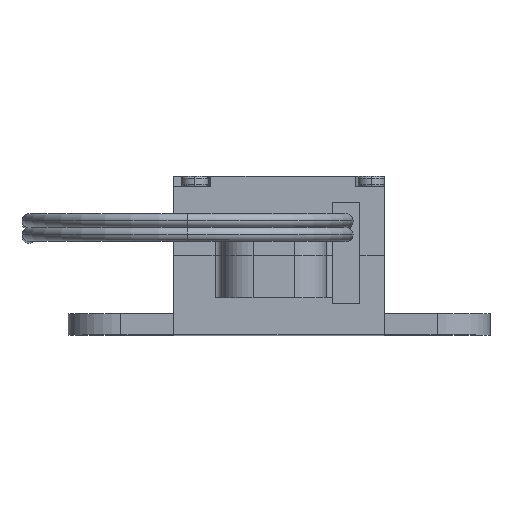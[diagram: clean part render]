
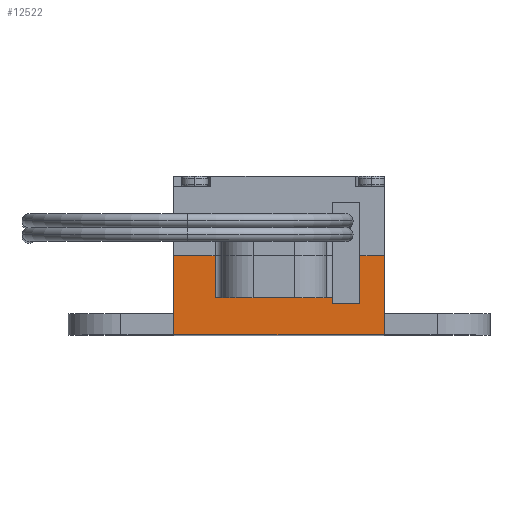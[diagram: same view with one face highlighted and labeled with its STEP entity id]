
A CAD part, top view. The second image highlights one B-rep face of the part: STEP entity #12522.
In plain terms, the highlighted planar face has unit normal (0, 0, 1).
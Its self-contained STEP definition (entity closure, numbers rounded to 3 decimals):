
#19 = DIRECTION ( 'NONE',  ( 1., 0., 0. ) ) ;
#103 = ORIENTED_EDGE ( 'NONE', *, *, #7654, .T. ) ;
#232 = DIRECTION ( 'NONE',  ( -1., 0., 0. ) ) ;
#384 = EDGE_CURVE ( 'NONE', #11005, #8274, #15495, .T. ) ;
#660 = ORIENTED_EDGE ( 'NONE', *, *, #9000, .T. ) ;
#746 = VECTOR ( 'NONE', #10087, 1000. ) ;
#853 = EDGE_CURVE ( 'NONE', #10269, #8274, #13809, .T. ) ;
#1339 = LINE ( 'NONE', #13033, #10161 ) ;
#1381 = CARTESIAN_POINT ( 'NONE',  ( 15., 3.5, 0. ) ) ;
#1670 = ORIENTED_EDGE ( 'NONE', *, *, #6689, .T. ) ;
#1824 = DIRECTION ( 'NONE',  ( 0., 1., 0. ) ) ;
#1904 = ORIENTED_EDGE ( 'NONE', *, *, #8834, .F. ) ;
#2195 = CARTESIAN_POINT ( 'NONE',  ( 15., 3., 0. ) ) ;
#2338 = CARTESIAN_POINT ( 'NONE',  ( 19.9, 0., 0. ) ) ;
#2632 = CARTESIAN_POINT ( 'NONE',  ( 19.9, 7.5, 0. ) ) ;
#2913 = CARTESIAN_POINT ( 'NONE',  ( 19.9, 7.5, 0. ) ) ;
#3028 = ORIENTED_EDGE ( 'NONE', *, *, #384, .F. ) ;
#3103 = LINE ( 'NONE', #6947, #14747 ) ;
#3167 = ORIENTED_EDGE ( 'NONE', *, *, #15234, .F. ) ;
#3945 = VECTOR ( 'NONE', #13755, 1000. ) ;
#4124 = VECTOR ( 'NONE', #15262, 1000. ) ;
#4158 = EDGE_LOOP ( 'NONE', ( #660, #14213, #3028, #103, #1670, #5230, #3167, #1904, #12195, #4952 ) ) ;
#4222 = CARTESIAN_POINT ( 'NONE',  ( 19.9, 7.5, 0. ) ) ;
#4952 = ORIENTED_EDGE ( 'NONE', *, *, #13318, .T. ) ;
#5001 = AXIS2_PLACEMENT_3D ( 'NONE', #2632, #7430, #232 ) ;
#5230 = ORIENTED_EDGE ( 'NONE', *, *, #7880, .F. ) ;
#5350 = CARTESIAN_POINT ( 'NONE',  ( 17.6, 3., 0. ) ) ;
#5522 = VECTOR ( 'NONE', #19, 1000. ) ;
#5786 = CARTESIAN_POINT ( 'NONE',  ( 17.6, 3., 0. ) ) ;
#5846 = DIRECTION ( 'NONE',  ( 1., 0., 0. ) ) ;
#6009 = CARTESIAN_POINT ( 'NONE',  ( 19.9, 7.5, 0. ) ) ;
#6104 = DIRECTION ( 'NONE',  ( 0., -1., 0. ) ) ;
#6467 = VECTOR ( 'NONE', #1824, 1000. ) ;
#6517 = CARTESIAN_POINT ( 'NONE',  ( 15., 3., 0. ) ) ;
#6689 = EDGE_CURVE ( 'NONE', #11476, #11647, #1339, .T. ) ;
#6947 = CARTESIAN_POINT ( 'NONE',  ( 17.6, 3., 0. ) ) ;
#7098 = CARTESIAN_POINT ( 'NONE',  ( 0., 7.5, 0. ) ) ;
#7288 = LINE ( 'NONE', #10425, #4124 ) ;
#7396 = VECTOR ( 'NONE', #13022, 1000. ) ;
#7430 = DIRECTION ( 'NONE',  ( 0., 0., -1. ) ) ;
#7532 = CARTESIAN_POINT ( 'NONE',  ( 17.6, 7.5, 0. ) ) ;
#7654 = EDGE_CURVE ( 'NONE', #11005, #11476, #12203, .T. ) ;
#7674 = VERTEX_POINT ( 'NONE', #1381 ) ;
#7880 = EDGE_CURVE ( 'NONE', #13824, #11647, #13905, .T. ) ;
#8274 = VERTEX_POINT ( 'NONE', #15276 ) ;
#8834 = EDGE_CURVE ( 'NONE', #14674, #14136, #9555, .T. ) ;
#9000 = EDGE_CURVE ( 'NONE', #7674, #10269, #7288, .T. ) ;
#9555 = LINE ( 'NONE', #5350, #3945 ) ;
#10087 = DIRECTION ( 'NONE',  ( 0., -1., 0. ) ) ;
#10161 = VECTOR ( 'NONE', #5846, 1000. ) ;
#10269 = VERTEX_POINT ( 'NONE', #12524 ) ;
#10425 = CARTESIAN_POINT ( 'NONE',  ( 4.5, 3.5, 0. ) ) ;
#10576 = DIRECTION ( 'NONE',  ( 1., 0., 0. ) ) ;
#10612 = CARTESIAN_POINT ( 'NONE',  ( 3.9, 7.5, 0. ) ) ;
#10897 = VERTEX_POINT ( 'NONE', #2195 ) ;
#11000 = PLANE ( 'NONE',  #5001 ) ;
#11005 = VERTEX_POINT ( 'NONE', #7098 ) ;
#11476 = VERTEX_POINT ( 'NONE', #15238 ) ;
#11647 = VERTEX_POINT ( 'NONE', #2338 ) ;
#11897 = LINE ( 'NONE', #6009, #5522 ) ;
#11916 = VECTOR ( 'NONE', #14062, 1000. ) ;
#12195 = ORIENTED_EDGE ( 'NONE', *, *, #13754, .F. ) ;
#12203 = LINE ( 'NONE', #13342, #15403 ) ;
#12522 = ADVANCED_FACE ( 'NONE', ( #13407 ), #11000, .F. ) ;
#12524 = CARTESIAN_POINT ( 'NONE',  ( 3.9, 3.5, 0. ) ) ;
#13022 = DIRECTION ( 'NONE',  ( 0., 1., 0. ) ) ;
#13033 = CARTESIAN_POINT ( 'NONE',  ( 19.9, 0., 0. ) ) ;
#13044 = CARTESIAN_POINT ( 'NONE',  ( 19.9, 7.5, 0. ) ) ;
#13230 = LINE ( 'NONE', #6517, #6467 ) ;
#13318 = EDGE_CURVE ( 'NONE', #10897, #7674, #13230, .T. ) ;
#13342 = CARTESIAN_POINT ( 'NONE',  ( 0., 7.5, 0. ) ) ;
#13407 = FACE_OUTER_BOUND ( 'NONE', #4158, .T. ) ;
#13754 = EDGE_CURVE ( 'NONE', #10897, #14674, #3103, .T. ) ;
#13755 = DIRECTION ( 'NONE',  ( 0., 1., 0. ) ) ;
#13809 = LINE ( 'NONE', #10612, #7396 ) ;
#13824 = VERTEX_POINT ( 'NONE', #13044 ) ;
#13905 = LINE ( 'NONE', #2913, #746 ) ;
#14062 = DIRECTION ( 'NONE',  ( 1., 0., 0. ) ) ;
#14136 = VERTEX_POINT ( 'NONE', #7532 ) ;
#14213 = ORIENTED_EDGE ( 'NONE', *, *, #853, .T. ) ;
#14674 = VERTEX_POINT ( 'NONE', #5786 ) ;
#14747 = VECTOR ( 'NONE', #10576, 1000. ) ;
#15234 = EDGE_CURVE ( 'NONE', #14136, #13824, #11897, .T. ) ;
#15238 = CARTESIAN_POINT ( 'NONE',  ( 0., 0., 0. ) ) ;
#15262 = DIRECTION ( 'NONE',  ( -1., 0., 0. ) ) ;
#15276 = CARTESIAN_POINT ( 'NONE',  ( 3.9, 7.5, 0. ) ) ;
#15403 = VECTOR ( 'NONE', #6104, 1000. ) ;
#15495 = LINE ( 'NONE', #4222, #11916 ) ;
